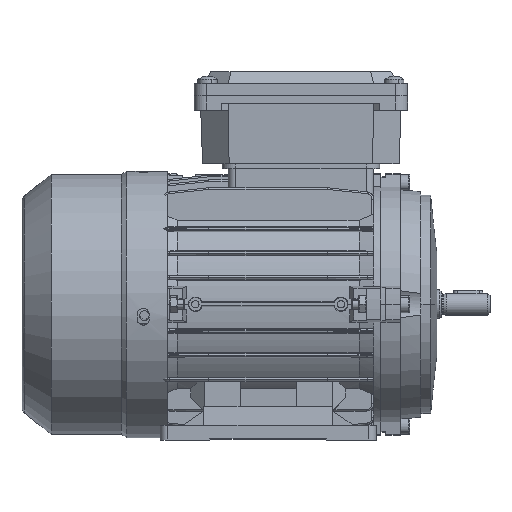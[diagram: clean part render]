
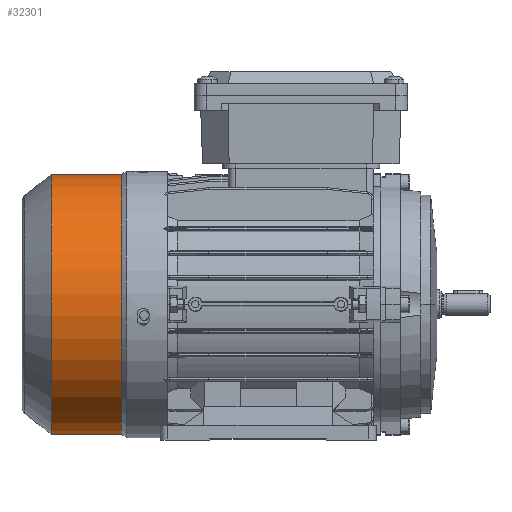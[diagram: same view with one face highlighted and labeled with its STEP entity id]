
A CAD part, top view. The second image highlights one B-rep face of the part: STEP entity #32301.
In plain terms, the highlighted cylindrical face has radius 53.8 mm (diameter 107.6 mm), a partial arc.
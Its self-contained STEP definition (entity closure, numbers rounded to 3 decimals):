
#23188 = CARTESIAN_POINT ( 'NONE',  ( 19., 0., -53.8 ) ) ;
#23190 = DIRECTION ( 'NONE',  ( 0., 0., 1. ) ) ;
#23192 = DIRECTION ( 'NONE',  ( -1., 0., 0. ) ) ;
#23194 = CARTESIAN_POINT ( 'NONE',  ( 19., 0., 0. ) ) ;
#23195 = AXIS2_PLACEMENT_3D ( 'NONE', #23194, #23192, #23190 ) ;
#23197 = CIRCLE ( 'NONE', #23195, 53.8 ) ;
#23354 = DIRECTION ( 'NONE',  ( -1., 0., 0. ) ) ;
#23356 = VECTOR ( 'NONE', #23354, 1000. ) ;
#23358 = CARTESIAN_POINT ( 'NONE',  ( 0., 0., -53.8 ) ) ;
#23359 = LINE ( 'NONE', #23358, #23356 ) ;
#23367 = DIRECTION ( 'NONE',  ( -1., 0., 0. ) ) ;
#23369 = VECTOR ( 'NONE', #23367, 1000. ) ;
#23370 = CARTESIAN_POINT ( 'NONE',  ( 0., 0., 53.8 ) ) ;
#23371 = LINE ( 'NONE', #23370, #23369 ) ;
#23438 = DIRECTION ( 'NONE',  ( 0., 0., 1. ) ) ;
#23440 = DIRECTION ( 'NONE',  ( -1., 0., 0. ) ) ;
#23441 = CARTESIAN_POINT ( 'NONE',  ( 0., 0., 0. ) ) ;
#23443 = AXIS2_PLACEMENT_3D ( 'NONE', #23441, #23440, #23438 ) ;
#23445 = CYLINDRICAL_SURFACE ( 'NONE', #23443, 53.8 ) ;
#23453 = FACE_OUTER_BOUND ( 'NONE', #32171, .T. ) ;
#23478 = DIRECTION ( 'NONE',  ( 0., 0., 1. ) ) ;
#23480 = DIRECTION ( 'NONE',  ( -1., 0., 0. ) ) ;
#23481 = CARTESIAN_POINT ( 'NONE',  ( 48., 0., 0. ) ) ;
#23483 = AXIS2_PLACEMENT_3D ( 'NONE', #23481, #23480, #23478 ) ;
#23485 = CIRCLE ( 'NONE', #23483, 53.8 ) ;
#23490 = CARTESIAN_POINT ( 'NONE',  ( 48., 0., -53.8 ) ) ;
#23492 = CARTESIAN_POINT ( 'NONE',  ( 48., 0., 53.8 ) ) ;
#23561 = CARTESIAN_POINT ( 'NONE',  ( 19., 0., 53.8 ) ) ;
#32171 = EDGE_LOOP ( 'NONE', ( #32277, #32255, #32328, #32252 ) ) ;
#32172 = EDGE_CURVE ( 'NONE', #32304, #32174, #23197, .T. ) ;
#32174 = VERTEX_POINT ( 'NONE', #23188 ) ;
#32252 = ORIENTED_EDGE ( 'NONE', *, *, #32266, .F. ) ;
#32255 = ORIENTED_EDGE ( 'NONE', *, *, #32275, .T. ) ;
#32266 = EDGE_CURVE ( 'NONE', #32283, #32304, #23371, .T. ) ;
#32275 = EDGE_CURVE ( 'NONE', #32286, #32174, #23359, .T. ) ;
#32277 = ORIENTED_EDGE ( 'NONE', *, *, #32288, .T. ) ;
#32283 = VERTEX_POINT ( 'NONE', #23492 ) ;
#32286 = VERTEX_POINT ( 'NONE', #23490 ) ;
#32288 = EDGE_CURVE ( 'NONE', #32283, #32286, #23485, .T. ) ;
#32301 = ADVANCED_FACE ( 'NONE', ( #23453 ), #23445, .T. ) ;
#32304 = VERTEX_POINT ( 'NONE', #23561 ) ;
#32328 = ORIENTED_EDGE ( 'NONE', *, *, #32172, .F. ) ;
